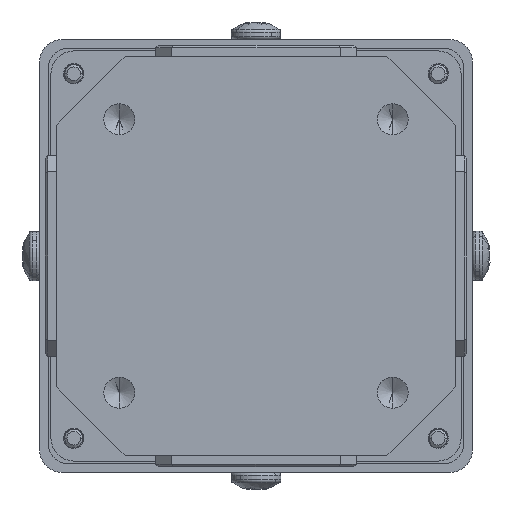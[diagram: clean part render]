
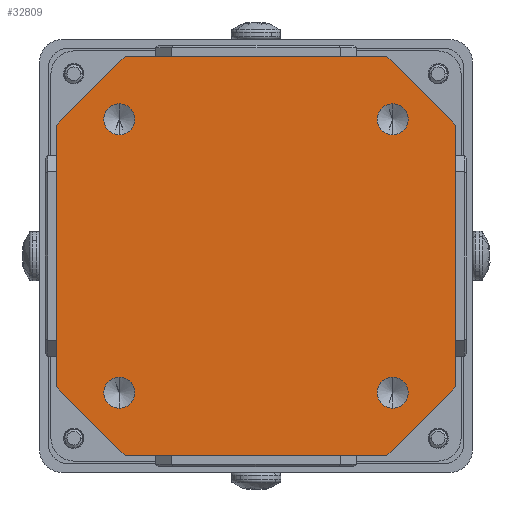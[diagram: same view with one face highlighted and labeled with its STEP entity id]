
A CAD part, front view. The second image highlights one B-rep face of the part: STEP entity #32809.
In plain terms, the highlighted planar face has unit normal (0, -1, 0).
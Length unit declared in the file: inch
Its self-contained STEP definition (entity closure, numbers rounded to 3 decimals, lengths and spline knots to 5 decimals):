
#40 = VERTEX_POINT ( 'NONE', #68602 ) ;
#1851 = EDGE_CURVE ( 'NONE', #186815, #137929, #18271, .T. ) ;
#2100 = VECTOR ( 'NONE', #153932, 39.37008 ) ;
#4739 = CARTESIAN_POINT ( 'NONE',  ( -0.725, 0., -0.725 ) ) ;
#4909 = ORIENTED_EDGE ( 'NONE', *, *, #39201, .F. ) ;
#5205 = EDGE_LOOP ( 'NONE', ( #97553, #4909 ) ) ;
#5213 = CARTESIAN_POINT ( 'NONE',  ( -0.6, 0., 0.6 ) ) ;
#6427 = LINE ( 'NONE', #133080, #96167 ) ;
#7012 = CARTESIAN_POINT ( 'NONE',  ( -0.6, 0., -0.6 ) ) ;
#10256 = AXIS2_PLACEMENT_3D ( 'NONE', #140449, #84622, #26079 ) ;
#11436 = VECTOR ( 'NONE', #94642, 39.37008 ) ;
#11699 = AXIS2_PLACEMENT_3D ( 'NONE', #84192, #97452, #126739 ) ;
#12443 = CARTESIAN_POINT ( 'NONE',  ( 0.875, 0., 0.875 ) ) ;
#17266 = VECTOR ( 'NONE', #82214, 39.37008 ) ;
#17859 = ORIENTED_EDGE ( 'NONE', *, *, #119832, .F. ) ;
#18271 = CIRCLE ( 'NONE', #54424, 0.068 ) ;
#18378 = DIRECTION ( 'NONE',  ( 0., -1., 0. ) ) ;
#24775 = VERTEX_POINT ( 'NONE', #40187 ) ;
#26079 = DIRECTION ( 'NONE',  ( 0., 0., -1. ) ) ;
#26986 = FACE_BOUND ( 'NONE', #29636, .T. ) ;
#29636 = EDGE_LOOP ( 'NONE', ( #78207, #169602 ) ) ;
#30147 = ORIENTED_EDGE ( 'NONE', *, *, #85339, .T. ) ;
#31102 = VERTEX_POINT ( 'NONE', #151321 ) ;
#32809 = ADVANCED_FACE ( 'NONE', ( #54374, #82787, #111098, #26986, #168749 ), #127184, .T. ) ;
#33712 = DIRECTION ( 'NONE',  ( 0., 0., -1. ) ) ;
#33773 = EDGE_CURVE ( 'NONE', #98532, #31102, #162471, .T. ) ;
#35507 = DIRECTION ( 'NONE',  ( 0., -1., 0. ) ) ;
#35937 = DIRECTION ( 'NONE',  ( 0., -1., 0. ) ) ;
#36395 = LINE ( 'NONE', #123391, #170082 ) ;
#36907 = LINE ( 'NONE', #139079, #11436 ) ;
#38350 = DIRECTION ( 'NONE',  ( 0., 0., -1. ) ) ;
#38383 = VERTEX_POINT ( 'NONE', #44211 ) ;
#39201 = EDGE_CURVE ( 'NONE', #38383, #173473, #62243, .T. ) ;
#40185 = ORIENTED_EDGE ( 'NONE', *, *, #128895, .F. ) ;
#40187 = CARTESIAN_POINT ( 'NONE',  ( -0.575, 0., 0.875 ) ) ;
#40686 = VERTEX_POINT ( 'NONE', #55771 ) ;
#41459 = CARTESIAN_POINT ( 'NONE',  ( 0.6, 0., 0.532 ) ) ;
#42234 = EDGE_LOOP ( 'NONE', ( #17859, #134162 ) ) ;
#43529 = EDGE_CURVE ( 'NONE', #102630, #73792, #93061, .T. ) ;
#44211 = CARTESIAN_POINT ( 'NONE',  ( 0.6, 0., -0.532 ) ) ;
#46019 = CIRCLE ( 'NONE', #51962, 0.068 ) ;
#49549 = VERTEX_POINT ( 'NONE', #80844 ) ;
#51073 = CARTESIAN_POINT ( 'NONE',  ( 0.6, 0., 0.6 ) ) ;
#51962 = AXIS2_PLACEMENT_3D ( 'NONE', #74631, #35507, #38350 ) ;
#52724 = CARTESIAN_POINT ( 'NONE',  ( -0.875, 0., -0.875 ) ) ;
#54049 = ORIENTED_EDGE ( 'NONE', *, *, #124796, .F. ) ;
#54374 = FACE_BOUND ( 'NONE', #5205, .T. ) ;
#54424 = AXIS2_PLACEMENT_3D ( 'NONE', #51073, #35937, #96488 ) ;
#55089 = VECTOR ( 'NONE', #62193, 39.37008 ) ;
#55771 = CARTESIAN_POINT ( 'NONE',  ( -0.875, 0., 0.575 ) ) ;
#55960 = ORIENTED_EDGE ( 'NONE', *, *, #33773, .T. ) ;
#58193 = CARTESIAN_POINT ( 'NONE',  ( 0.6, 0., -0.668 ) ) ;
#62193 = DIRECTION ( 'NONE',  ( 0.707, 0., -0.707 ) ) ;
#62243 = CIRCLE ( 'NONE', #107646, 0.068 ) ;
#64295 = DIRECTION ( 'NONE',  ( 0., 0., -1. ) ) ;
#65809 = CARTESIAN_POINT ( 'NONE',  ( -0.6, 0., 0.6 ) ) ;
#67581 = CARTESIAN_POINT ( 'NONE',  ( -0.6, 0., 0.532 ) ) ;
#68602 = CARTESIAN_POINT ( 'NONE',  ( 0.875, 0., 0.575 ) ) ;
#68747 = EDGE_LOOP ( 'NONE', ( #54049, #180267 ) ) ;
#69782 = AXIS2_PLACEMENT_3D ( 'NONE', #5213, #18378, #162029 ) ;
#70731 = VERTEX_POINT ( 'NONE', #143217 ) ;
#71639 = ORIENTED_EDGE ( 'NONE', *, *, #88875, .F. ) ;
#73036 = LINE ( 'NONE', #101443, #106978 ) ;
#73792 = VERTEX_POINT ( 'NONE', #145845 ) ;
#74067 = ORIENTED_EDGE ( 'NONE', *, *, #132348, .F. ) ;
#74631 = CARTESIAN_POINT ( 'NONE',  ( 0.6, 0., 0.6 ) ) ;
#77605 = CARTESIAN_POINT ( 'NONE',  ( 0.6, 0., -0.6 ) ) ;
#78207 = ORIENTED_EDGE ( 'NONE', *, *, #84277, .F. ) ;
#78441 = CARTESIAN_POINT ( 'NONE',  ( -0.725, 0., 0.725 ) ) ;
#79247 = LINE ( 'NONE', #52724, #2100 ) ;
#80844 = CARTESIAN_POINT ( 'NONE',  ( -0.6, 0., 0.668 ) ) ;
#82063 = VERTEX_POINT ( 'NONE', #173205 ) ;
#82214 = DIRECTION ( 'NONE',  ( -0.707, 0., -0.707 ) ) ;
#82787 = FACE_BOUND ( 'NONE', #68747, .T. ) ;
#84192 = CARTESIAN_POINT ( 'NONE',  ( -0.6, 0., -0.6 ) ) ;
#84277 = EDGE_CURVE ( 'NONE', #137929, #186815, #46019, .T. ) ;
#84622 = DIRECTION ( 'NONE',  ( 0., -1., 0. ) ) ;
#85339 = EDGE_CURVE ( 'NONE', #40, #153367, #36395, .T. ) ;
#87264 = EDGE_CURVE ( 'NONE', #173473, #38383, #110267, .T. ) ;
#88609 = VERTEX_POINT ( 'NONE', #67581 ) ;
#88875 = EDGE_CURVE ( 'NONE', #70731, #31102, #79247, .T. ) ;
#90959 = CIRCLE ( 'NONE', #69782, 0.068 ) ;
#93061 = CIRCLE ( 'NONE', #11699, 0.068 ) ;
#94177 = CARTESIAN_POINT ( 'NONE',  ( -0.6, 0., -0.532 ) ) ;
#94642 = DIRECTION ( 'NONE',  ( 0., 0., 1. ) ) ;
#95446 = LINE ( 'NONE', #78441, #17266 ) ;
#96167 = VECTOR ( 'NONE', #162321, 39.37008 ) ;
#96488 = DIRECTION ( 'NONE',  ( 0., 0., -1. ) ) ;
#97452 = DIRECTION ( 'NONE',  ( 0., -1., 0. ) ) ;
#97553 = ORIENTED_EDGE ( 'NONE', *, *, #87264, .F. ) ;
#98532 = VERTEX_POINT ( 'NONE', #115931 ) ;
#99319 = LINE ( 'NONE', #12443, #180783 ) ;
#101443 = CARTESIAN_POINT ( 'NONE',  ( 0.725, 0., -0.725 ) ) ;
#102630 = VERTEX_POINT ( 'NONE', #94177 ) ;
#106451 = CIRCLE ( 'NONE', #142876, 0.068 ) ;
#106978 = VECTOR ( 'NONE', #174157, 39.37008 ) ;
#107646 = AXIS2_PLACEMENT_3D ( 'NONE', #148937, #147997, #133857 ) ;
#110267 = CIRCLE ( 'NONE', #152546, 0.068 ) ;
#111098 = FACE_BOUND ( 'NONE', #42234, .T. ) ;
#111986 = EDGE_CURVE ( 'NONE', #24775, #40686, #95446, .T. ) ;
#113910 = EDGE_CURVE ( 'NONE', #24775, #153367, #6427, .T. ) ;
#115931 = CARTESIAN_POINT ( 'NONE',  ( -0.875, 0., -0.575 ) ) ;
#119832 = EDGE_CURVE ( 'NONE', #88609, #49549, #90959, .T. ) ;
#123391 = CARTESIAN_POINT ( 'NONE',  ( 0.725, 0., 0.725 ) ) ;
#124796 = EDGE_CURVE ( 'NONE', #73792, #102630, #161120, .T. ) ;
#126739 = DIRECTION ( 'NONE',  ( 0., 0., -1. ) ) ;
#127184 = PLANE ( 'NONE',  #10256 ) ;
#128895 = EDGE_CURVE ( 'NONE', #98532, #40686, #36907, .T. ) ;
#129119 = ORIENTED_EDGE ( 'NONE', *, *, #159639, .T. ) ;
#132348 = EDGE_CURVE ( 'NONE', #40, #82063, #99319, .T. ) ;
#133080 = CARTESIAN_POINT ( 'NONE',  ( -0.875, 0., 0.875 ) ) ;
#133857 = DIRECTION ( 'NONE',  ( 0., 0., -1. ) ) ;
#134162 = ORIENTED_EDGE ( 'NONE', *, *, #138700, .F. ) ;
#135374 = CARTESIAN_POINT ( 'NONE',  ( 0.6, 0., 0.668 ) ) ;
#135513 = DIRECTION ( 'NONE',  ( 0., 0., -1. ) ) ;
#137929 = VERTEX_POINT ( 'NONE', #41459 ) ;
#138700 = EDGE_CURVE ( 'NONE', #49549, #88609, #106451, .T. ) ;
#139079 = CARTESIAN_POINT ( 'NONE',  ( -0.875, 0., 0.875 ) ) ;
#140449 = CARTESIAN_POINT ( 'NONE',  ( 0., 0., 0. ) ) ;
#142876 = AXIS2_PLACEMENT_3D ( 'NONE', #65809, #149097, #33712 ) ;
#143217 = CARTESIAN_POINT ( 'NONE',  ( 0.575, 0., -0.875 ) ) ;
#145845 = CARTESIAN_POINT ( 'NONE',  ( -0.6, 0., -0.668 ) ) ;
#147997 = DIRECTION ( 'NONE',  ( 0., -1., 0. ) ) ;
#148937 = CARTESIAN_POINT ( 'NONE',  ( 0.6, 0., -0.6 ) ) ;
#149097 = DIRECTION ( 'NONE',  ( 0., -1., 0. ) ) ;
#149160 = ORIENTED_EDGE ( 'NONE', *, *, #113910, .F. ) ;
#150399 = DIRECTION ( 'NONE',  ( 0., -1., 0. ) ) ;
#151321 = CARTESIAN_POINT ( 'NONE',  ( -0.575, 0., -0.875 ) ) ;
#152546 = AXIS2_PLACEMENT_3D ( 'NONE', #77605, #150399, #64295 ) ;
#153367 = VERTEX_POINT ( 'NONE', #171608 ) ;
#153932 = DIRECTION ( 'NONE',  ( -1., 0., 0. ) ) ;
#159639 = EDGE_CURVE ( 'NONE', #70731, #82063, #73036, .T. ) ;
#161120 = CIRCLE ( 'NONE', #179218, 0.068 ) ;
#162029 = DIRECTION ( 'NONE',  ( 0., 0., -1. ) ) ;
#162321 = DIRECTION ( 'NONE',  ( 1., 0., 0. ) ) ;
#162471 = LINE ( 'NONE', #4739, #55089 ) ;
#168749 = FACE_OUTER_BOUND ( 'NONE', #174359, .T. ) ;
#169602 = ORIENTED_EDGE ( 'NONE', *, *, #1851, .F. ) ;
#170082 = VECTOR ( 'NONE', #180994, 39.37008 ) ;
#171608 = CARTESIAN_POINT ( 'NONE',  ( 0.575, 0., 0.875 ) ) ;
#172003 = DIRECTION ( 'NONE',  ( 0., 0., -1. ) ) ;
#173205 = CARTESIAN_POINT ( 'NONE',  ( 0.875, 0., -0.575 ) ) ;
#173473 = VERTEX_POINT ( 'NONE', #58193 ) ;
#174157 = DIRECTION ( 'NONE',  ( 0.707, 0., 0.707 ) ) ;
#174359 = EDGE_LOOP ( 'NONE', ( #74067, #30147, #149160, #184074, #40185, #55960, #71639, #129119 ) ) ;
#179218 = AXIS2_PLACEMENT_3D ( 'NONE', #7012, #179790, #135513 ) ;
#179790 = DIRECTION ( 'NONE',  ( 0., -1., 0. ) ) ;
#180267 = ORIENTED_EDGE ( 'NONE', *, *, #43529, .F. ) ;
#180783 = VECTOR ( 'NONE', #172003, 39.37008 ) ;
#180994 = DIRECTION ( 'NONE',  ( -0.707, 0., 0.707 ) ) ;
#184074 = ORIENTED_EDGE ( 'NONE', *, *, #111986, .T. ) ;
#186815 = VERTEX_POINT ( 'NONE', #135374 ) ;
